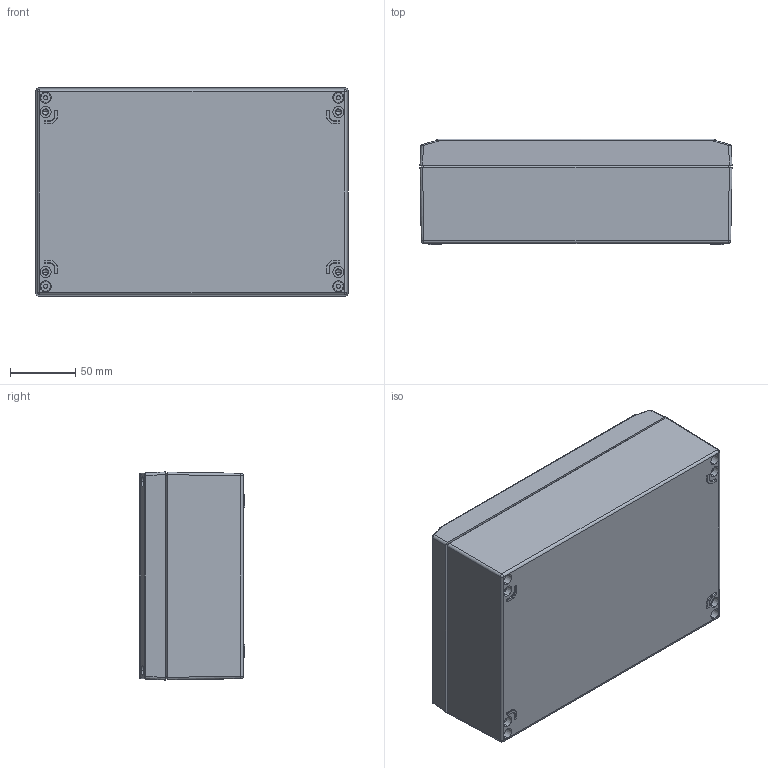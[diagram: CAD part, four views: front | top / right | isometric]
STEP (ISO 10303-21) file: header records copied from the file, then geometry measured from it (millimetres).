
FILE_DESCRIPTION (( 'STEP AP214' ), '1' );
FILE_NAME ('04162408.STEP', '2011-08-02T09:07:24', ( ' ' ), ( '' ), 'SwSTEP 2.0', 'SolidWorks 2010', '' );
FILE_SCHEMA (( 'AUTOMOTIVE_DESIGN' ));
Length unit declared in the file: millimetre
Products named in the file (5): 04162408; 02178; 01178; 82003; 93132
Assembly tree (7 placements, depth 2):
  04162408
    93132  x4
    82003
    02178
    01178
Bounding box: 240 x 81 x 160 mm (x, y, z)
Volume: 540167.7 mm3; surface area: 289294.9 mm2
Topology: 7 solids, 7 shells, 1040 faces, 2444 edges, 1463 vertices
Faces by surface type: plane 264, cylinder 232, cone 218, bspline 188, torus 134, sphere 4
Entity records: 31475 total; most frequent: CARTESIAN_POINT 10714, ORIENTED_EDGE 4436, DIRECTION 4249, EDGE_CURVE 2218, AXIS2_PLACEMENT_3D 1698, VERTEX_POINT 1337, EDGE_LOOP 1053, ADVANCED_FACE 959
